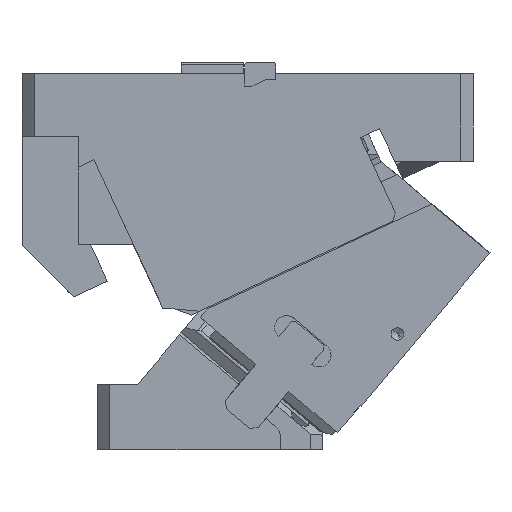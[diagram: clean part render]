
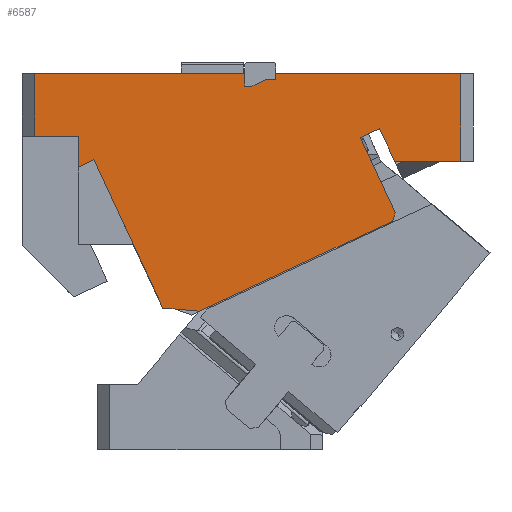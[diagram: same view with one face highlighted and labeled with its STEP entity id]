
A CAD part, front view. The second image highlights one B-rep face of the part: STEP entity #6587.
In plain terms, the highlighted planar face has unit normal (0, -1, 0).
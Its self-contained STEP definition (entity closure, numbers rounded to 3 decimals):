
#141=CARTESIAN_POINT('Vertex',(-310.,-110.,175.)) ;
#144=CARTESIAN_POINT('Line Origine',(-310.,-110.,200.)) ;
#148=CARTESIAN_POINT('Vertex',(-310.,-110.,225.)) ;
#281=CARTESIAN_POINT('Line Origine',(-226.25,-110.,225.)) ;
#285=CARTESIAN_POINT('Vertex',(-142.5,-110.,225.)) ;
#1191=CARTESIAN_POINT('Vertex',(-34.955,-110.,181.062)) ;
#1259=CARTESIAN_POINT('Vertex',(-22.802,-110.,155.)) ;
#1262=CARTESIAN_POINT('Line Origine',(-28.878,-110.,168.031)) ;
#3602=CARTESIAN_POINT('Vertex',(-142.5,-110.,215.)) ;
#3605=CARTESIAN_POINT('Line Origine',(-139.591,-110.,215.)) ;
#3609=CARTESIAN_POINT('Vertex',(-136.681,-110.,215.)) ;
#3640=CARTESIAN_POINT('Line Origine',(-131.516,-110.,217.409)) ;
#3644=CARTESIAN_POINT('Vertex',(-126.351,-110.,219.817)) ;
#3682=CARTESIAN_POINT('Vertex',(-117.5,-110.,220.592)) ;
#3685=CARTESIAN_POINT('Line Origine',(-117.5,-110.,222.796)) ;
#3689=CARTESIAN_POINT('Vertex',(-117.5,-110.,225.)) ;
#3725=CARTESIAN_POINT('Vertex',(30.,-110.,155.)) ;
#3739=CARTESIAN_POINT('Vertex',(30.,-110.,225.)) ;
#3742=CARTESIAN_POINT('Line Origine',(30.,-110.,190.)) ;
#3809=CARTESIAN_POINT('Vertex',(-50.362,-110.,173.877)) ;
#3812=CARTESIAN_POINT('Line Origine',(-36.363,-110.,143.856)) ;
#3816=CARTESIAN_POINT('Vertex',(-22.363,-110.,113.834)) ;
#3849=CARTESIAN_POINT('Line Origine',(-23.573,-110.,110.512)) ;
#3853=CARTESIAN_POINT('Vertex',(-24.782,-110.,107.19)) ;
#3874=CARTESIAN_POINT('Line Origine',(-101.673,-110.,71.335)) ;
#3878=CARTESIAN_POINT('Vertex',(-178.564,-110.,35.48)) ;
#3912=CARTESIAN_POINT('Line Origine',(-193.127,-110.,36.754)) ;
#3916=CARTESIAN_POINT('Vertex',(-207.69,-110.,38.028)) ;
#5346=CARTESIAN_POINT('Line Origine',(-121.926,-110.,220.204)) ;
#5611=CARTESIAN_POINT('Line Origine',(-235.241,-110.,97.111)) ;
#5615=CARTESIAN_POINT('Vertex',(-262.791,-110.,156.194)) ;
#5634=CARTESIAN_POINT('Line Origine',(-268.896,-110.,153.347)) ;
#5638=CARTESIAN_POINT('Vertex',(-275.,-110.,150.501)) ;
#5763=CARTESIAN_POINT('Line Origine',(-275.,-110.,162.75)) ;
#5767=CARTESIAN_POINT('Vertex',(-275.,-110.,175.)) ;
#5983=CARTESIAN_POINT('Line Origine',(-42.658,-110.,177.47)) ;
#6336=CARTESIAN_POINT('Line Origine',(3.599,-110.,155.)) ;
#6375=CARTESIAN_POINT('Line Origine',(-43.75,-110.,225.)) ;
#6441=CARTESIAN_POINT('Line Origine',(-142.5,-110.,220.)) ;
#6555=CARTESIAN_POINT('Axis2P3D Location',(40.,-110.,175.)) ;
#6560=CARTESIAN_POINT('Line Origine',(-292.5,-110.,175.)) ;
#145=DIRECTION('Vector Direction',(0.,0.,-1.)) ;
#282=DIRECTION('Vector Direction',(-1.,0.,0.)) ;
#1263=DIRECTION('Vector Direction',(0.423,0.,-0.906)) ;
#3606=DIRECTION('Vector Direction',(-1.,0.,0.)) ;
#3641=DIRECTION('Vector Direction',(-0.906,0.,-0.423)) ;
#3686=DIRECTION('Vector Direction',(0.,0.,-1.)) ;
#3743=DIRECTION('Vector Direction',(0.,0.,1.)) ;
#3813=DIRECTION('Vector Direction',(-0.423,0.,0.906)) ;
#3850=DIRECTION('Vector Direction',(0.342,0.,0.94)) ;
#3875=DIRECTION('Vector Direction',(0.906,0.,0.423)) ;
#3913=DIRECTION('Vector Direction',(0.996,0.,-0.087)) ;
#5347=DIRECTION('Vector Direction',(0.996,0.,0.087)) ;
#5612=DIRECTION('Vector Direction',(0.423,0.,-0.906)) ;
#5635=DIRECTION('Vector Direction',(0.906,0.,0.423)) ;
#5764=DIRECTION('Vector Direction',(0.,0.,1.)) ;
#5984=DIRECTION('Vector Direction',(-0.906,0.,-0.423)) ;
#6337=DIRECTION('Vector Direction',(1.,0.,0.)) ;
#6376=DIRECTION('Vector Direction',(-1.,0.,0.)) ;
#6442=DIRECTION('Vector Direction',(0.,0.,-1.)) ;
#6556=DIRECTION('Axis2P3D Direction',(0.,1.,0.)) ;
#6557=DIRECTION('Axis2P3D XDirection',(-1.,0.,0.)) ;
#6561=DIRECTION('Vector Direction',(1.,0.,0.)) ;
#6558=AXIS2_PLACEMENT_3D('Plane Axis2P3D',#6555,#6556,#6557) ;
#6566=ORIENTED_EDGE('',*,*,#3918,.T.) ;
#6567=ORIENTED_EDGE('',*,*,#3880,.T.) ;
#6568=ORIENTED_EDGE('',*,*,#3855,.T.) ;
#6569=ORIENTED_EDGE('',*,*,#3818,.T.) ;
#6570=ORIENTED_EDGE('',*,*,#5987,.F.) ;
#6571=ORIENTED_EDGE('',*,*,#1266,.T.) ;
#6572=ORIENTED_EDGE('',*,*,#6340,.T.) ;
#6573=ORIENTED_EDGE('',*,*,#3746,.T.) ;
#6574=ORIENTED_EDGE('',*,*,#6379,.T.) ;
#6575=ORIENTED_EDGE('',*,*,#3691,.T.) ;
#6576=ORIENTED_EDGE('',*,*,#5350,.F.) ;
#6577=ORIENTED_EDGE('',*,*,#3646,.T.) ;
#6578=ORIENTED_EDGE('',*,*,#3611,.T.) ;
#6579=ORIENTED_EDGE('',*,*,#6445,.F.) ;
#6580=ORIENTED_EDGE('',*,*,#287,.T.) ;
#6581=ORIENTED_EDGE('',*,*,#150,.T.) ;
#6582=ORIENTED_EDGE('',*,*,#6564,.T.) ;
#6583=ORIENTED_EDGE('',*,*,#5769,.F.) ;
#6584=ORIENTED_EDGE('',*,*,#5640,.T.) ;
#6585=ORIENTED_EDGE('',*,*,#5617,.T.) ;
#146=VECTOR('Line Direction',#145,1.) ;
#283=VECTOR('Line Direction',#282,1.) ;
#1264=VECTOR('Line Direction',#1263,1.) ;
#3607=VECTOR('Line Direction',#3606,1.) ;
#3642=VECTOR('Line Direction',#3641,1.) ;
#3687=VECTOR('Line Direction',#3686,1.) ;
#3744=VECTOR('Line Direction',#3743,1.) ;
#3814=VECTOR('Line Direction',#3813,1.) ;
#3851=VECTOR('Line Direction',#3850,1.) ;
#3876=VECTOR('Line Direction',#3875,1.) ;
#3914=VECTOR('Line Direction',#3913,1.) ;
#5348=VECTOR('Line Direction',#5347,1.) ;
#5613=VECTOR('Line Direction',#5612,1.) ;
#5636=VECTOR('Line Direction',#5635,1.) ;
#5765=VECTOR('Line Direction',#5764,1.) ;
#5985=VECTOR('Line Direction',#5984,1.) ;
#6338=VECTOR('Line Direction',#6337,1.) ;
#6377=VECTOR('Line Direction',#6376,1.) ;
#6443=VECTOR('Line Direction',#6442,1.) ;
#6562=VECTOR('Line Direction',#6561,1.) ;
#6587=ADVANCED_FACE('CAM HOLDER',(#6586),#6559,.F.) ;
#150=EDGE_CURVE('',#149,#142,#147,.T.) ;
#287=EDGE_CURVE('',#286,#149,#284,.T.) ;
#1266=EDGE_CURVE('',#1192,#1260,#1265,.T.) ;
#3611=EDGE_CURVE('',#3610,#3603,#3608,.T.) ;
#3646=EDGE_CURVE('',#3645,#3610,#3643,.T.) ;
#3691=EDGE_CURVE('',#3690,#3683,#3688,.T.) ;
#3746=EDGE_CURVE('',#3726,#3740,#3745,.T.) ;
#3818=EDGE_CURVE('',#3817,#3810,#3815,.T.) ;
#3855=EDGE_CURVE('',#3854,#3817,#3852,.T.) ;
#3880=EDGE_CURVE('',#3879,#3854,#3877,.T.) ;
#3918=EDGE_CURVE('',#3917,#3879,#3915,.T.) ;
#5350=EDGE_CURVE('',#3645,#3683,#5349,.T.) ;
#5617=EDGE_CURVE('',#5616,#3917,#5614,.T.) ;
#5640=EDGE_CURVE('',#5639,#5616,#5637,.T.) ;
#5769=EDGE_CURVE('',#5639,#5768,#5766,.T.) ;
#5987=EDGE_CURVE('',#1192,#3810,#5986,.T.) ;
#6340=EDGE_CURVE('',#1260,#3726,#6339,.T.) ;
#6379=EDGE_CURVE('',#3740,#3690,#6378,.T.) ;
#6445=EDGE_CURVE('',#286,#3603,#6444,.T.) ;
#6564=EDGE_CURVE('',#142,#5768,#6563,.T.) ;
#6565=EDGE_LOOP('',(#6566,#6567,#6568,#6569,#6570,#6571,#6572,#6573,#6574,#6575,#6576,#6577,#6578,#6579,#6580,#6581,#6582,#6583,#6584,#6585)) ;
#6586=FACE_OUTER_BOUND('',#6565,.T.) ;
#147=LINE('Line',#144,#146) ;
#284=LINE('Line',#281,#283) ;
#1265=LINE('Line',#1262,#1264) ;
#3608=LINE('Line',#3605,#3607) ;
#3643=LINE('Line',#3640,#3642) ;
#3688=LINE('Line',#3685,#3687) ;
#3745=LINE('Line',#3742,#3744) ;
#3815=LINE('Line',#3812,#3814) ;
#3852=LINE('Line',#3849,#3851) ;
#3877=LINE('Line',#3874,#3876) ;
#3915=LINE('Line',#3912,#3914) ;
#5349=LINE('Line',#5346,#5348) ;
#5614=LINE('Line',#5611,#5613) ;
#5637=LINE('Line',#5634,#5636) ;
#5766=LINE('Line',#5763,#5765) ;
#5986=LINE('Line',#5983,#5985) ;
#6339=LINE('Line',#6336,#6338) ;
#6378=LINE('Line',#6375,#6377) ;
#6444=LINE('Line',#6441,#6443) ;
#6563=LINE('Line',#6560,#6562) ;
#6559=PLANE('Plane',#6558) ;
#142=VERTEX_POINT('',#141) ;
#149=VERTEX_POINT('',#148) ;
#286=VERTEX_POINT('',#285) ;
#1192=VERTEX_POINT('',#1191) ;
#1260=VERTEX_POINT('',#1259) ;
#3603=VERTEX_POINT('',#3602) ;
#3610=VERTEX_POINT('',#3609) ;
#3645=VERTEX_POINT('',#3644) ;
#3683=VERTEX_POINT('',#3682) ;
#3690=VERTEX_POINT('',#3689) ;
#3726=VERTEX_POINT('',#3725) ;
#3740=VERTEX_POINT('',#3739) ;
#3810=VERTEX_POINT('',#3809) ;
#3817=VERTEX_POINT('',#3816) ;
#3854=VERTEX_POINT('',#3853) ;
#3879=VERTEX_POINT('',#3878) ;
#3917=VERTEX_POINT('',#3916) ;
#5616=VERTEX_POINT('',#5615) ;
#5639=VERTEX_POINT('',#5638) ;
#5768=VERTEX_POINT('',#5767) ;
